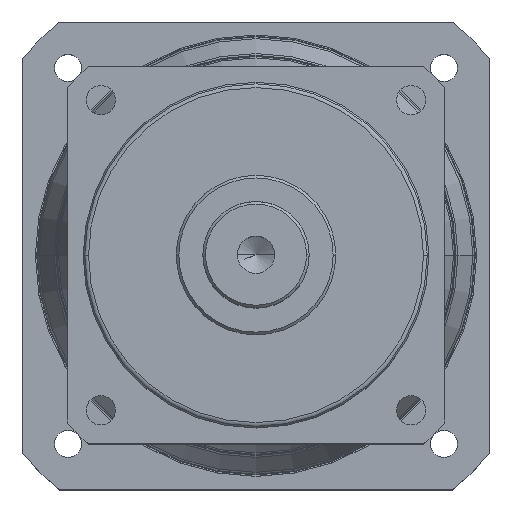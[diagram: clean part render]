
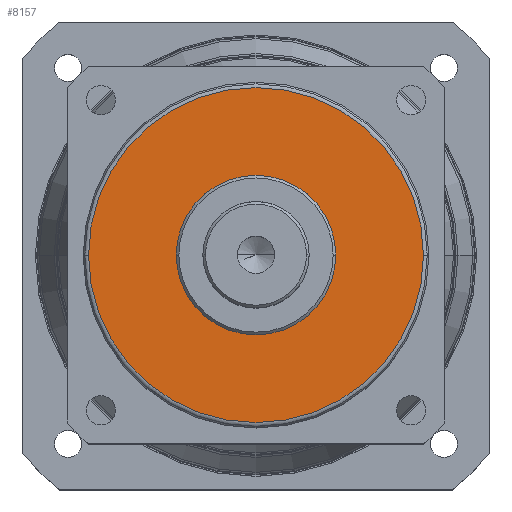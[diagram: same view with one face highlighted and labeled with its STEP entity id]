
A CAD part, top view. The second image highlights one B-rep face of the part: STEP entity #8157.
In plain terms, the highlighted planar face has unit normal (0, 0, 1).
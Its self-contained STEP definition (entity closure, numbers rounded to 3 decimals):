
#2393=CARTESIAN_POINT('',(0.,0.,119.));
#2394=DIRECTION('',(0.,0.,1.));
#2395=DIRECTION('',(1.,0.,0.));
#2396=AXIS2_PLACEMENT_3D('',#2393,#2394,#2395);
#2398=CARTESIAN_POINT('',(0.,0.,119.));
#2399=DIRECTION('',(0.,0.,1.));
#2400=DIRECTION('',(-1.,0.,0.));
#2401=AXIS2_PLACEMENT_3D('',#2398,#2399,#2400);
#2403=CARTESIAN_POINT('',(0.,0.,119.));
#2404=DIRECTION('',(0.,0.,-1.));
#2405=DIRECTION('',(1.,0.,0.));
#2406=AXIS2_PLACEMENT_3D('',#2403,#2404,#2405);
#2408=CARTESIAN_POINT('',(0.,0.,119.));
#2409=DIRECTION('',(0.,0.,-1.));
#2410=DIRECTION('',(-1.,0.,0.));
#2411=AXIS2_PLACEMENT_3D('',#2408,#2409,#2410);
#4862=CARTESIAN_POINT('',(-30.,0.,119.));
#4864=VERTEX_POINT('',#4862);
#4866=CARTESIAN_POINT('',(30.,0.,119.));
#4868=VERTEX_POINT('',#4866);
#4914=CARTESIAN_POINT('',(-63.,0.,119.));
#4915=VERTEX_POINT('',#4914);
#4916=CARTESIAN_POINT('',(63.,0.,119.));
#4917=VERTEX_POINT('',#4916);
#8141=CARTESIAN_POINT('',(0.,0.,119.));
#8142=DIRECTION('',(0.,0.,1.));
#8143=DIRECTION('',(1.,0.,0.));
#8144=AXIS2_PLACEMENT_3D('',#8141,#8142,#8143);
#8145=PLANE('',#8144);
#8146=ORIENTED_EDGE('',*,*,#8131,.F.);
#8148=ORIENTED_EDGE('',*,*,#8147,.F.);
#8149=EDGE_LOOP('',(#8146,#8148));
#8150=FACE_OUTER_BOUND('',#8149,.F.);
#8152=ORIENTED_EDGE('',*,*,#8151,.F.);
#8154=ORIENTED_EDGE('',*,*,#8153,.F.);
#8155=EDGE_LOOP('',(#8152,#8154));
#8156=FACE_BOUND('',#8155,.F.);
#8157=ADVANCED_FACE('',(#8150,#8156),#8145,.T.);
#2397=CIRCLE('',#2396,63.);
#2402=CIRCLE('',#2401,63.);
#2407=CIRCLE('',#2406,30.);
#2412=CIRCLE('',#2411,30.);
#8131=EDGE_CURVE('',#4917,#4915,#2397,.T.);
#8147=EDGE_CURVE('',#4915,#4917,#2402,.T.);
#8151=EDGE_CURVE('',#4868,#4864,#2407,.T.);
#8153=EDGE_CURVE('',#4864,#4868,#2412,.T.);
